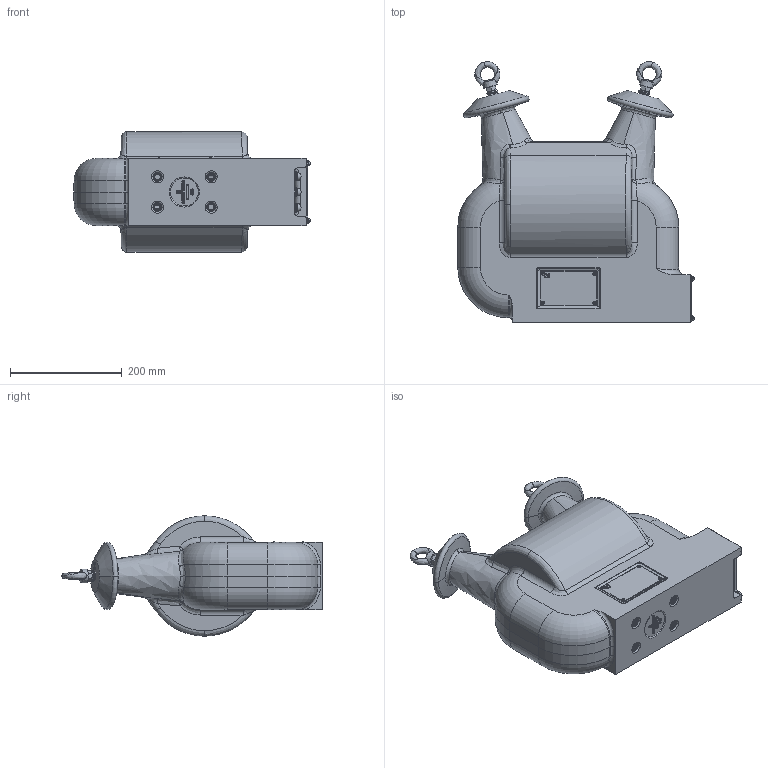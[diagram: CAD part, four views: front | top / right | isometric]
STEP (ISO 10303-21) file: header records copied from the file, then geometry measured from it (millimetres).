
FILE_DESCRIPTION (( 'STEP AP214' ), '1' );
FILE_NAME ('ﾎﾋ-4 (ﾌ).STEP', '2023-06-29T06:13:21', ( '' ), ( '' ), 'SwSTEP 2.0', 'SolidWorks 2010', '' );
FILE_SCHEMA (( 'AUTOMOTIVE_DESIGN' ));
Length unit declared in the file: millimetre
Products named in the file (1): ﾎﾋ-4 (ﾌ)
Bounding box: 422.56 x 465.47 x 215 mm (x, y, z)
Surface area: 497802.4 mm2 (no closed solid volume)
Topology: 0 solids, 54 shells, 490 faces, 1536 edges, 1059 vertices
Faces by surface type: plane 160, cylinder 117, cone 77, bspline 64, torus 50, sphere 22
Entity records: 29884 total; most frequent: CARTESIAN_POINT 11203, DIRECTION 2869, ORIENTED_EDGE 2516, EDGE_CURVE 1534, AXIS2_PLACEMENT_3D 1148, VERTEX_POINT 1059, CIRCLE 721, VECTOR 573
